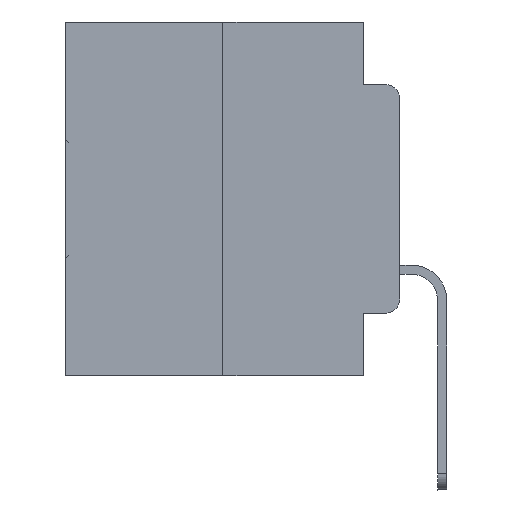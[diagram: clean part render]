
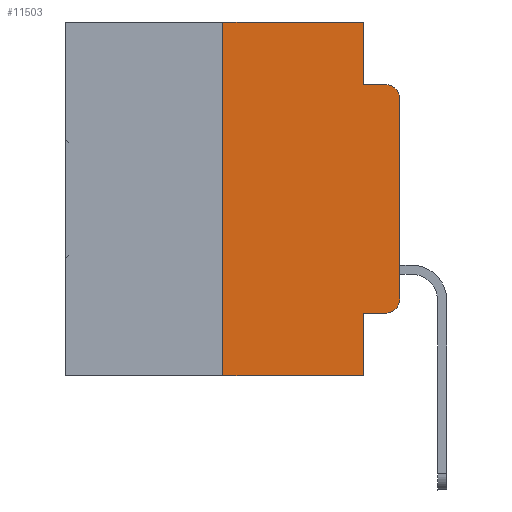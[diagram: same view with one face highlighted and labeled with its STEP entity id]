
A CAD part, left-side view. The second image highlights one B-rep face of the part: STEP entity #11503.
In plain terms, the highlighted planar face has unit normal (-1, 0, 0).
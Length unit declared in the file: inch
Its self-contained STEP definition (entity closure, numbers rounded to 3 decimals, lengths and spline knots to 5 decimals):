
#756 = ORIENTED_EDGE ( 'NONE', *, *, #4426, .F. ) ;
#831 = VERTEX_POINT ( 'NONE', #8843 ) ;
#833 = CARTESIAN_POINT ( 'NONE',  ( 0., 0.051, 0. ) ) ;
#965 = ORIENTED_EDGE ( 'NONE', *, *, #19593, .T. ) ;
#1700 = CARTESIAN_POINT ( 'NONE',  ( 0., 0.051, 0. ) ) ;
#1841 = EDGE_CURVE ( 'NONE', #19278, #31191, #19776, .T. ) ;
#2675 = DIRECTION ( 'NONE',  ( 0., 0., -1. ) ) ;
#2885 = ORIENTED_EDGE ( 'NONE', *, *, #6468, .F. ) ;
#3122 = DIRECTION ( 'NONE',  ( 0., 0., -1. ) ) ;
#3221 = CARTESIAN_POINT ( 'NONE',  ( 0., 0.051, 0. ) ) ;
#3617 = CARTESIAN_POINT ( 'NONE',  ( 0., 0.473, -0.5 ) ) ;
#4426 = EDGE_CURVE ( 'NONE', #25936, #8799, #31656, .T. ) ;
#4947 = PLANE ( 'NONE',  #23657 ) ;
#5427 = DIRECTION ( 'NONE',  ( 0., 0., -1. ) ) ;
#5821 = CARTESIAN_POINT ( 'NONE',  ( 0., 0.25, 0. ) ) ;
#5911 = DIRECTION ( 'NONE',  ( -1., 0., 0. ) ) ;
#6002 = EDGE_CURVE ( 'NONE', #31678, #19278, #27011, .T. ) ;
#6468 = EDGE_CURVE ( 'NONE', #17863, #14160, #25414, .T. ) ;
#7912 = ORIENTED_EDGE ( 'NONE', *, *, #20498, .T. ) ;
#7958 = CARTESIAN_POINT ( 'NONE',  ( 0., 0., -0.3915 ) ) ;
#7964 = EDGE_CURVE ( 'NONE', #25920, #24388, #28123, .T. ) ;
#8717 = EDGE_CURVE ( 'NONE', #25920, #14160, #25589, .T. ) ;
#8799 = VERTEX_POINT ( 'NONE', #13689 ) ;
#8843 = CARTESIAN_POINT ( 'NONE',  ( 0., 0.02, -0.0885 ) ) ;
#8966 = EDGE_LOOP ( 'NONE', ( #17917, #965, #27443, #756, #13869, #21287, #9030, #2885, #7912, #26882 ) ) ;
#9030 = ORIENTED_EDGE ( 'NONE', *, *, #8717, .T. ) ;
#9245 = CARTESIAN_POINT ( 'NONE',  ( 0., 0.02, -0.1085 ) ) ;
#9488 = CARTESIAN_POINT ( 'NONE',  ( 0., 0.051, -0.5 ) ) ;
#10007 = DIRECTION ( 'NONE',  ( 1., 0., 0. ) ) ;
#11146 = DIRECTION ( 'NONE',  ( 0., -1., 0. ) ) ;
#11503 = ADVANCED_FACE ( 'NONE', ( #27245 ), #4947, .F. ) ;
#11542 = VECTOR ( 'NONE', #3122, 39.37008 ) ;
#11625 = VECTOR ( 'NONE', #30171, 39.37008 ) ;
#12115 = CARTESIAN_POINT ( 'NONE',  ( 0., 0.473, 0. ) ) ;
#12523 = VECTOR ( 'NONE', #18934, 39.37008 ) ;
#13399 = CARTESIAN_POINT ( 'NONE',  ( 0., 0.473, 0. ) ) ;
#13583 = LINE ( 'NONE', #23499, #16572 ) ;
#13689 = CARTESIAN_POINT ( 'NONE',  ( 0., 0.051, -0.0885 ) ) ;
#13869 = ORIENTED_EDGE ( 'NONE', *, *, #17976, .F. ) ;
#14160 = VERTEX_POINT ( 'NONE', #9488 ) ;
#15084 = VECTOR ( 'NONE', #28745, 39.37008 ) ;
#16572 = VECTOR ( 'NONE', #11146, 39.37008 ) ;
#16645 = CIRCLE ( 'NONE', #23422, 0.02 ) ;
#16993 = DIRECTION ( 'NONE',  ( 0., 0., 1. ) ) ;
#17266 = LINE ( 'NONE', #20220, #11625 ) ;
#17863 = VERTEX_POINT ( 'NONE', #22354 ) ;
#17917 = ORIENTED_EDGE ( 'NONE', *, *, #1841, .T. ) ;
#17976 = EDGE_CURVE ( 'NONE', #24388, #25936, #18418, .T. ) ;
#18259 = DIRECTION ( 'NONE',  ( 0., -1., 0. ) ) ;
#18418 = LINE ( 'NONE', #13399, #24884 ) ;
#18756 = CARTESIAN_POINT ( 'NONE',  ( 0., 0.02, -0.4115 ) ) ;
#18934 = DIRECTION ( 'NONE',  ( 0., 0., -1. ) ) ;
#18979 = CARTESIAN_POINT ( 'NONE',  ( 0., 0., -0.1085 ) ) ;
#19166 = DIRECTION ( 'NONE',  ( -1., 0., 0. ) ) ;
#19278 = VERTEX_POINT ( 'NONE', #7958 ) ;
#19593 = EDGE_CURVE ( 'NONE', #31191, #831, #16645, .T. ) ;
#19776 = LINE ( 'NONE', #29388, #21506 ) ;
#20220 = CARTESIAN_POINT ( 'NONE',  ( 0., 0.051, -0.4115 ) ) ;
#20498 = EDGE_CURVE ( 'NONE', #17863, #31678, #17266, .T. ) ;
#21287 = ORIENTED_EDGE ( 'NONE', *, *, #7964, .F. ) ;
#21506 = VECTOR ( 'NONE', #16993, 39.37008 ) ;
#22354 = CARTESIAN_POINT ( 'NONE',  ( 0., 0.051, -0.4115 ) ) ;
#22994 = CARTESIAN_POINT ( 'NONE',  ( 0., 0.02, -0.3915 ) ) ;
#23309 = DIRECTION ( 'NONE',  ( 0., -1., 0. ) ) ;
#23422 = AXIS2_PLACEMENT_3D ( 'NONE', #9245, #19166, #29106 ) ;
#23499 = CARTESIAN_POINT ( 'NONE',  ( 0., 0.051, -0.0885 ) ) ;
#23657 = AXIS2_PLACEMENT_3D ( 'NONE', #12115, #10007, #2675 ) ;
#24332 = VECTOR ( 'NONE', #18259, 39.37008 ) ;
#24388 = VERTEX_POINT ( 'NONE', #24683 ) ;
#24683 = CARTESIAN_POINT ( 'NONE',  ( 0., 0.25, 0. ) ) ;
#24884 = VECTOR ( 'NONE', #23309, 39.37008 ) ;
#25414 = LINE ( 'NONE', #833, #11542 ) ;
#25589 = LINE ( 'NONE', #3617, #24332 ) ;
#25920 = VERTEX_POINT ( 'NONE', #28276 ) ;
#25936 = VERTEX_POINT ( 'NONE', #3221 ) ;
#25991 = AXIS2_PLACEMENT_3D ( 'NONE', #22994, #5911, #5427 ) ;
#26882 = ORIENTED_EDGE ( 'NONE', *, *, #6002, .T. ) ;
#27011 = CIRCLE ( 'NONE', #25991, 0.02 ) ;
#27245 = FACE_OUTER_BOUND ( 'NONE', #8966, .T. ) ;
#27443 = ORIENTED_EDGE ( 'NONE', *, *, #28381, .F. ) ;
#28123 = LINE ( 'NONE', #5821, #15084 ) ;
#28276 = CARTESIAN_POINT ( 'NONE',  ( 0., 0.25, -0.5 ) ) ;
#28381 = EDGE_CURVE ( 'NONE', #8799, #831, #13583, .T. ) ;
#28745 = DIRECTION ( 'NONE',  ( 0., 0., 1. ) ) ;
#29106 = DIRECTION ( 'NONE',  ( 0., 0., -1. ) ) ;
#29388 = CARTESIAN_POINT ( 'NONE',  ( 0., 0., 0. ) ) ;
#30171 = DIRECTION ( 'NONE',  ( 0., -1., 0. ) ) ;
#31191 = VERTEX_POINT ( 'NONE', #18979 ) ;
#31656 = LINE ( 'NONE', #1700, #12523 ) ;
#31678 = VERTEX_POINT ( 'NONE', #18756 ) ;
